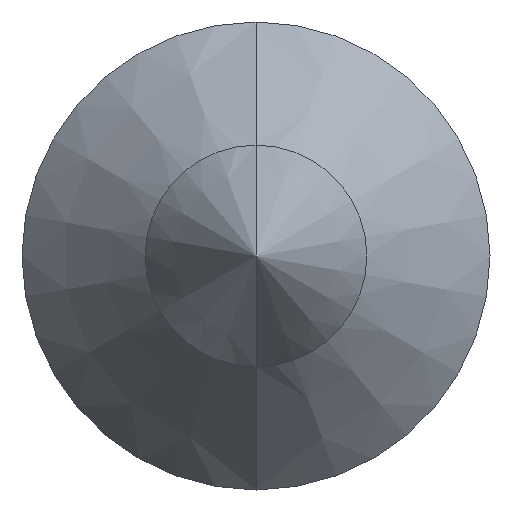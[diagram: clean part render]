
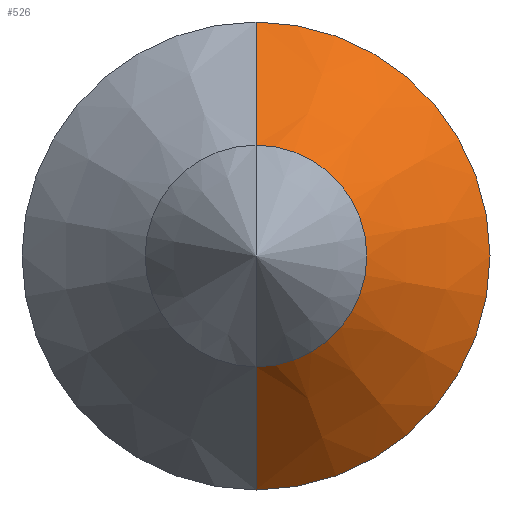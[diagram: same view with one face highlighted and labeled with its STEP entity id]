
A CAD part, front view. The second image highlights one B-rep face of the part: STEP entity #526.
In plain terms, the highlighted conical face has half-angle 41.76 degrees and reference radius 2.25 mm.
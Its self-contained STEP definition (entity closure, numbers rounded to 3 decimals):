
#9 = DIRECTION ( 'NONE',  ( 0., 0., 1. ) ) ;
#11 = CARTESIAN_POINT ( 'NONE',  ( 0., 3.5, 0. ) ) ;
#12 = DIRECTION ( 'NONE',  ( 0., 1., 0. ) ) ;
#34 = VERTEX_POINT ( 'NONE', #265 ) ;
#35 = VERTEX_POINT ( 'NONE', #312 ) ;
#44 = EDGE_CURVE ( 'NONE', #462, #34, #646, .T. ) ;
#45 = EDGE_CURVE ( 'NONE', #35, #34, #652, .T. ) ;
#46 = EDGE_CURVE ( 'NONE', #255, #35, #654, .T. ) ;
#49 = EDGE_CURVE ( 'NONE', #255, #462, #659, .T. ) ;
#183 = CARTESIAN_POINT ( 'NONE',  ( 0., 3.5, -2.25 ) ) ;
#185 = DIRECTION ( 'NONE',  ( 0., 0.746, -0.666 ) ) ;
#192 = DIRECTION ( 'NONE',  ( 0., 0.746, 0.666 ) ) ;
#193 = CARTESIAN_POINT ( 'NONE',  ( 0., 3.5, 2.25 ) ) ;
#194 = CARTESIAN_POINT ( 'NONE',  ( 0., 6.3, 0. ) ) ;
#195 = DIRECTION ( 'NONE',  ( 0., 1., 0. ) ) ;
#196 = DIRECTION ( 'NONE',  ( 0., 0., 1. ) ) ;
#213 = EDGE_LOOP ( 'NONE', ( #456, #455, #454, #453 ) ) ;
#255 = VERTEX_POINT ( 'NONE', #597 ) ;
#265 = CARTESIAN_POINT ( 'NONE',  ( 0., 6.3, -4.75 ) ) ;
#301 = CONICAL_SURFACE ( 'NONE', #629, 2.25, 0.729 ) ;
#312 = CARTESIAN_POINT ( 'NONE',  ( 0., 6.3, 4.75 ) ) ;
#398 = FACE_OUTER_BOUND ( 'NONE', #213, .T. ) ;
#453 = ORIENTED_EDGE ( 'NONE', *, *, #46, .F. ) ;
#454 = ORIENTED_EDGE ( 'NONE', *, *, #45, .F. ) ;
#455 = ORIENTED_EDGE ( 'NONE', *, *, #44, .T. ) ;
#456 = ORIENTED_EDGE ( 'NONE', *, *, #49, .T. ) ;
#462 = VERTEX_POINT ( 'NONE', #601 ) ;
#482 = AXIS2_PLACEMENT_3D ( 'NONE', #194, #195, #196 ) ;
#484 = AXIS2_PLACEMENT_3D ( 'NONE', #620, #621, #622 ) ;
#526 = ADVANCED_FACE ( 'NONE', ( #398 ), #301, .T. ) ;
#597 = CARTESIAN_POINT ( 'NONE',  ( 0., 3.5, 2.25 ) ) ;
#601 = CARTESIAN_POINT ( 'NONE',  ( 0., 3.5, -2.25 ) ) ;
#620 = CARTESIAN_POINT ( 'NONE',  ( 0., 3.5, 0. ) ) ;
#621 = DIRECTION ( 'NONE',  ( 0., 1., 0. ) ) ;
#622 = DIRECTION ( 'NONE',  ( 0., 0., 1. ) ) ;
#629 = AXIS2_PLACEMENT_3D ( 'NONE', #11, #12, #9 ) ;
#646 = LINE ( 'NONE', #183, #655 ) ;
#652 = CIRCLE ( 'NONE', #482, 4.75 ) ;
#654 = LINE ( 'NONE', #193, #658 ) ;
#655 = VECTOR ( 'NONE', #185, 1000. ) ;
#658 = VECTOR ( 'NONE', #192, 1000. ) ;
#659 = CIRCLE ( 'NONE', #484, 2.25 ) ;
